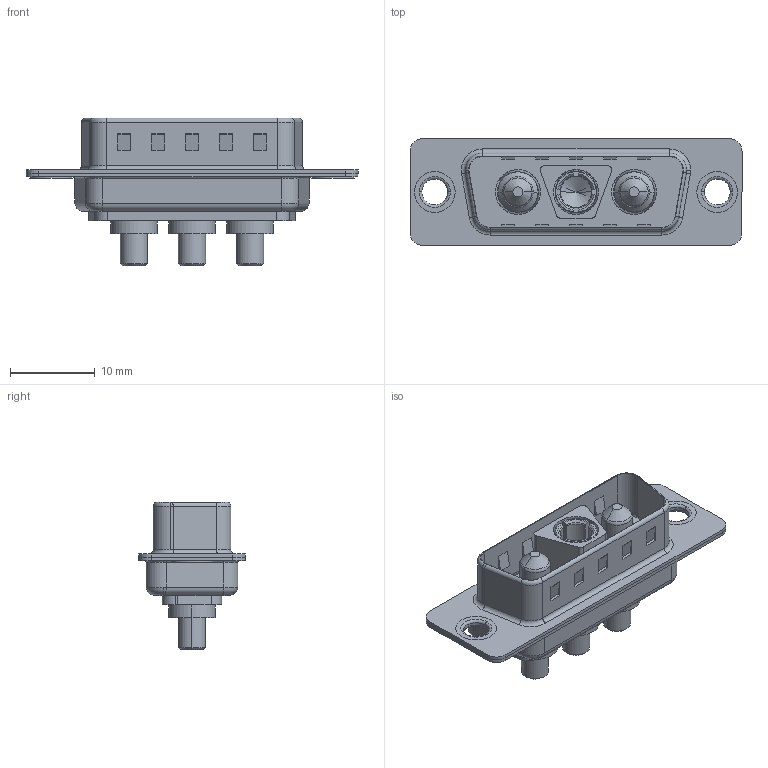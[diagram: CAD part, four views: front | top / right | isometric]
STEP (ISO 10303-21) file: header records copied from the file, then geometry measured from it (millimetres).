
FILE_DESCRIPTION (( 'STEP AP203' ), '1' );
FILE_NAME ('627-3WK3224-3T1.STEP', '2019-05-24T21:10:50', ( '' ), ( '' ), 'SwSTEP 2.0', 'SolidWorks 2016', '' );
FILE_SCHEMA (( 'CONFIG_CONTROL_DESIGN' ));
Length unit declared in the file: millimetre
Products named in the file (7): Power Socket_30A S; Power Pin_30A S; 627-3WK3224-3T1; 627Combo Housing_3WK3; 627Combo Shell Rear_15 Contacts; 627Combo Shell Front_15 Contacts; 627Combo Thru Hole Rivet
Assembly tree (8 placements, depth 2):
  627-3WK3224-3T1
    627Combo Housing_3WK3
    627Combo Shell Rear_15 Contacts
    627Combo Shell Front_15 Contacts
    627Combo Thru Hole Rivet  x2
    Power Socket_30A S
    Power Pin_30A S  x2
Bounding box: 39.15 x 12.6 x 17.4 mm (x, y, z)
Volume: 2094.9 mm3; surface area: 4948.6 mm2
Topology: 11 solids, 11 shells, 479 faces, 1171 edges, 733 vertices
Faces by surface type: plane 193, cylinder 183, torus 66, cone 31, bspline 6
Entity records: 13696 total; most frequent: CARTESIAN_POINT 2492, DIRECTION 2296, ORIENTED_EDGE 2104, EDGE_CURVE 1052, AXIS2_PLACEMENT_3D 868, VERTEX_POINT 665, LINE 560, VECTOR 560
